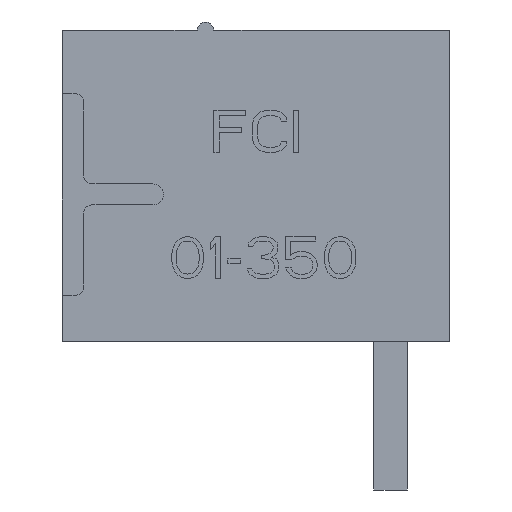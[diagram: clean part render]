
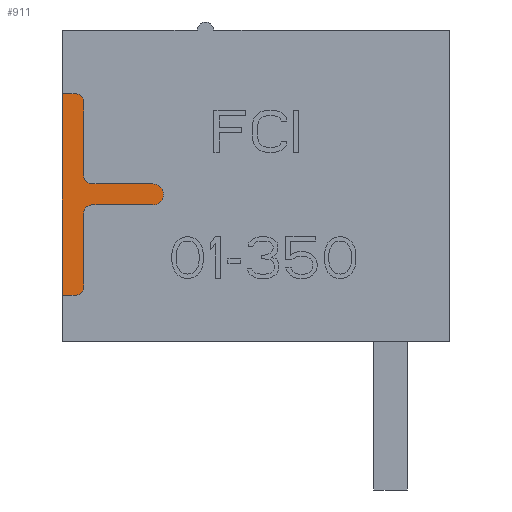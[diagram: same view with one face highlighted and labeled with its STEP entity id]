
A CAD part, left-side view. The second image highlights one B-rep face of the part: STEP entity #911.
In plain terms, the highlighted planar face has unit normal (-1, 0, 0).
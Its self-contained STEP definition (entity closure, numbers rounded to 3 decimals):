
#911=ADVANCED_FACE('3743',(#2753),#2754,.T.);
#2753=FACE_OUTER_BOUND('',#4858,.T.);
#2754=PLANE('',#4859);
#4858=EDGE_LOOP('',(#11841,#11842,#11843,#11844,#11845,#11846,#11847,#11848,#11849,#11850,#11851,#11852));
#4859=AXIS2_PLACEMENT_3D('',#11853,#11854,#11855);
#11841=ORIENTED_EDGE('',*,*,#16114,.T.);
#11842=ORIENTED_EDGE('',*,*,#16112,.T.);
#11843=ORIENTED_EDGE('',*,*,#16110,.T.);
#11844=ORIENTED_EDGE('',*,*,#16108,.T.);
#11845=ORIENTED_EDGE('',*,*,#16106,.T.);
#11846=ORIENTED_EDGE('',*,*,#16104,.T.);
#11847=ORIENTED_EDGE('',*,*,#16102,.T.);
#11848=ORIENTED_EDGE('',*,*,#16124,.T.);
#11849=ORIENTED_EDGE('',*,*,#16122,.T.);
#11850=ORIENTED_EDGE('',*,*,#16120,.T.);
#11851=ORIENTED_EDGE('',*,*,#16118,.T.);
#11852=ORIENTED_EDGE('',*,*,#16116,.T.);
#11853=CARTESIAN_POINT('',(-29.18,0.0,-3.7));
#11854=DIRECTION('',(-1.0,0.0,0.0));
#11855=DIRECTION('',(0.0,0.0,1.0));
#16102=EDGE_CURVE('4784',#20341,#20339,#20342,.T.);
#16104=EDGE_CURVE('4783',#20344,#20341,#20345,.T.);
#16106=EDGE_CURVE('4782',#20347,#20344,#20348,.T.);
#16108=EDGE_CURVE('6083',#20350,#20347,#20351,.T.);
#16110=EDGE_CURVE('6092',#20353,#20350,#20354,.T.);
#16112=EDGE_CURVE('6082',#20356,#20353,#20357,.T.);
#16114=EDGE_CURVE('4781',#20359,#20356,#20360,.T.);
#16116=EDGE_CURVE('6085',#20362,#20359,#20363,.T.);
#16118=EDGE_CURVE('6093',#20365,#20362,#20366,.T.);
#16120=EDGE_CURVE('6084',#20368,#20365,#20369,.T.);
#16122=EDGE_CURVE('4786',#20371,#20368,#20372,.T.);
#16124=EDGE_CURVE('4785',#20339,#20371,#20374,.T.);
#20339=VERTEX_POINT('',#26788);
#20341=VERTEX_POINT('',#26791);
#20342=LINE('',#26792,#26793);
#20344=VERTEX_POINT('',#26796);
#20345=LINE('',#26797,#26798);
#20347=VERTEX_POINT('',#26801);
#20348=CIRCLE('',#26802,0.2);
#20350=VERTEX_POINT('',#26805);
#20351=LINE('',#26806,#26807);
#20353=VERTEX_POINT('',#26810);
#20354=CIRCLE('',#26811,0.2);
#20356=VERTEX_POINT('',#26814);
#20357=LINE('',#26815,#26816);
#20359=VERTEX_POINT('',#26819);
#20360=CIRCLE('',#26820,0.25);
#20362=VERTEX_POINT('',#26823);
#20363=LINE('',#26824,#26825);
#20365=VERTEX_POINT('',#26828);
#20366=CIRCLE('',#26829,0.2);
#20368=VERTEX_POINT('',#26832);
#20369=LINE('',#26833,#26834);
#20371=VERTEX_POINT('',#26837);
#20372=CIRCLE('',#26838,0.2);
#20374=LINE('',#26841,#26842);
#26788=CARTESIAN_POINT('',(-29.18,4.6,-2.6));
#26791=CARTESIAN_POINT('',(-29.18,4.6,2.2));
#26792=CARTESIAN_POINT('',(-29.18,4.6,2.2));
#26793=VECTOR('',#31120,4.8);
#26796=CARTESIAN_POINT('',(-29.18,4.3,2.2));
#26797=CARTESIAN_POINT('',(-29.18,4.3,2.2));
#26798=VECTOR('',#31122,0.3);
#26801=CARTESIAN_POINT('',(-29.18,4.1,2.0));
#26802=AXIS2_PLACEMENT_3D('',#31124,#31125,#31126);
#26805=CARTESIAN_POINT('',(-29.18,4.1,0.25));
#26806=CARTESIAN_POINT('',(-29.18,4.1,0.25));
#26807=VECTOR('',#31128,1.75);
#26810=CARTESIAN_POINT('',(-29.18,3.9,0.05));
#26811=AXIS2_PLACEMENT_3D('',#31130,#31131,#31132);
#26814=CARTESIAN_POINT('',(-29.18,2.45,0.05));
#26815=CARTESIAN_POINT('',(-29.18,2.45,0.05));
#26816=VECTOR('',#31134,1.45);
#26819=CARTESIAN_POINT('',(-29.18,2.45,-0.45));
#26820=AXIS2_PLACEMENT_3D('',#31136,#31137,#31138);
#26823=CARTESIAN_POINT('',(-29.18,3.9,-0.45));
#26824=CARTESIAN_POINT('',(-29.18,3.9,-0.45));
#26825=VECTOR('',#31140,1.45);
#26828=CARTESIAN_POINT('',(-29.18,4.1,-0.65));
#26829=AXIS2_PLACEMENT_3D('',#31142,#31143,#31144);
#26832=CARTESIAN_POINT('',(-29.18,4.1,-2.4));
#26833=CARTESIAN_POINT('',(-29.18,4.1,-2.4));
#26834=VECTOR('',#31146,1.75);
#26837=CARTESIAN_POINT('',(-29.18,4.3,-2.6));
#26838=AXIS2_PLACEMENT_3D('',#31148,#31149,#31150);
#26841=CARTESIAN_POINT('',(-29.18,4.6,-2.6));
#26842=VECTOR('',#31152,0.3);
#31120=DIRECTION('',(0.0,0.0,-1.0));
#31122=DIRECTION('',(0.0,1.0,0.0));
#31124=CARTESIAN_POINT('',(-29.18,4.3,2.0));
#31125=DIRECTION('',(-1.0,0.0,0.0));
#31126=DIRECTION('',(0.0,-1.0,0.0));
#31128=DIRECTION('',(0.0,0.0,1.0));
#31130=CARTESIAN_POINT('',(-29.18,3.9,0.25));
#31131=DIRECTION('',(1.0,0.0,0.0));
#31132=DIRECTION('',(0.0,0.0,-1.0));
#31134=DIRECTION('',(0.0,1.0,0.0));
#31136=CARTESIAN_POINT('',(-29.18,2.45,-0.2));
#31137=DIRECTION('',(-1.0,0.0,0.0));
#31138=DIRECTION('',(0.0,0.0,-1.0));
#31140=DIRECTION('',(0.0,-1.0,0.0));
#31142=CARTESIAN_POINT('',(-29.18,3.9,-0.65));
#31143=DIRECTION('',(1.0,0.0,0.0));
#31144=DIRECTION('',(0.0,1.0,0.0));
#31146=DIRECTION('',(0.0,0.0,1.0));
#31148=CARTESIAN_POINT('',(-29.18,4.3,-2.4));
#31149=DIRECTION('',(-1.0,0.0,0.0));
#31150=DIRECTION('',(0.0,0.0,-1.0));
#31152=DIRECTION('',(0.0,-1.0,0.0));
